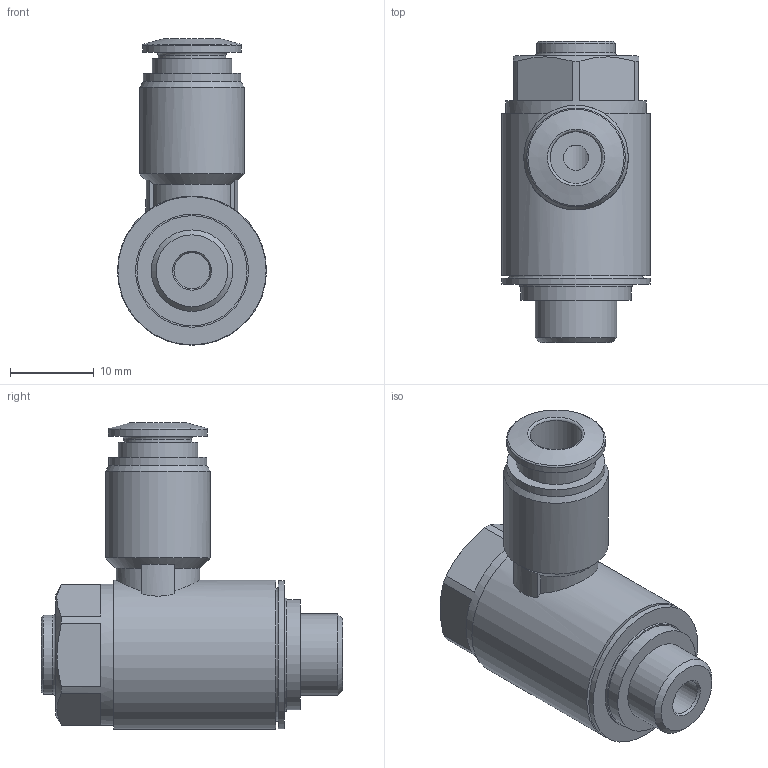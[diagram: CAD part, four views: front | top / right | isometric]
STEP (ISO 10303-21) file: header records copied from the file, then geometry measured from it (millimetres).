
FILE_DESCRIPTION(/* description */ ('STEP AP214'),/* implementation_level */ '2;1');
FILE_NAME(/* name */ '537075_GRLA-1_8-QS-6-MF-D',/* time_stamp */ '2024-08-23T15:09:46+02:00',/* author */ ('License CC BY-ND 4.0'),/* organization */ ('CADENAS'),/* preprocessor_version */ 'ST-DEVELOPER v19.3',/* originating_system */ 'PARTsolutions',/* authorisation */ ' ');
FILE_SCHEMA (('AUTOMOTIVE_DESIGN {1 0 10303 214 3 1 1}'));
Length unit declared in the file: millimetre
Products named in the file (1): 537075 GRLA-1/8-QS-6-MF-D
Bounding box: 17.8 x 35.95 x 36.6 mm (x, y, z)
Volume: 8263.7 mm3; surface area: 3984 mm2
Topology: 1 solids, 1 shells, 70 faces, 149 edges, 94 vertices
Faces by surface type: plane 35, cylinder 20, cone 10, torus 5
Full cylindrical faces by diameter (mm): 3 x1, 4.3 x1, 6.2 x1, 8.1 x1, 8.2 x1, 9.4 x1, 9.5 x1, 9.728 x1, 11.7 x1, 11.8 x1, 12.5 x1, 13.15 x1, 13.5 x1, 16.8 x1, 17.7 x1, 17.8 x1
Entity records: 2280 total; most frequent: CARTESIAN_POINT 367, DIRECTION 304, ORIENTED_EDGE 230, AXIS2_PLACEMENT_3D 137, EDGE_LOOP 116, FACE_BOUND 116, EDGE_CURVE 115, VERTEX_POINT 91
